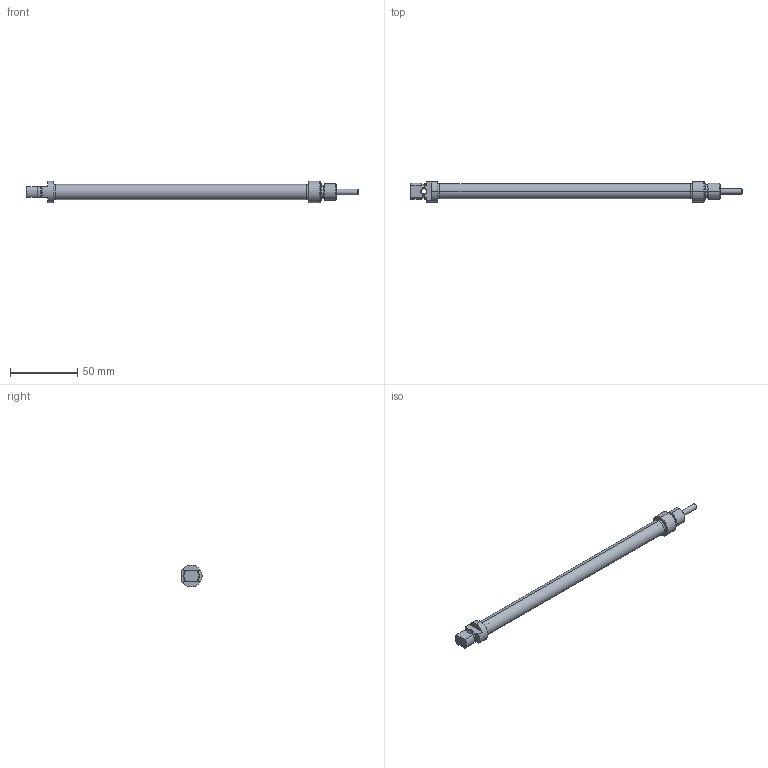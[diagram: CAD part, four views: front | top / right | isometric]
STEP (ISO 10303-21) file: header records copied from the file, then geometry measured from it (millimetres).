
FILE_DESCRIPTION (( 'STEP AP214' ), '1' );
FILE_NAME ('PM 10-160 CYLINDER.STEP', '2010-08-05T06:40:25', ( '' ), ( '' ), 'SwSTEP 2.0', 'SolidWorks 2010', '' );
FILE_SCHEMA (( 'AUTOMOTIVE_DESIGN' ));
Length unit declared in the file: millimetre
Products named in the file (5): 茿P 10   ARKA KAPAK; 10   Boru; 茿P 10   諲   KAPAK; 8-10  M尳 ; PM  10-160  CYLINDER
Assembly tree (4 placements, depth 2):
  PM  10-160  CYLINDER
    8-10  M尳 
    10   Boru
    茿P 10   諲   KAPAK
    茿P 10   ARKA KAPAK
Bounding box: 246 x 15 x 16 mm (x, y, z)
Volume: 13039.8 mm3; surface area: 18948.2 mm2
Topology: 4 solids, 4 shells, 103 faces, 236 edges, 150 vertices
Faces by surface type: cylinder 42, plane 31, cone 30
Entity records: 3305 total; most frequent: CARTESIAN_POINT 590, DIRECTION 558, ORIENTED_EDGE 472, EDGE_CURVE 236, AXIS2_PLACEMENT_3D 230, VERTEX_POINT 150, EDGE_LOOP 120, CIRCLE 120
